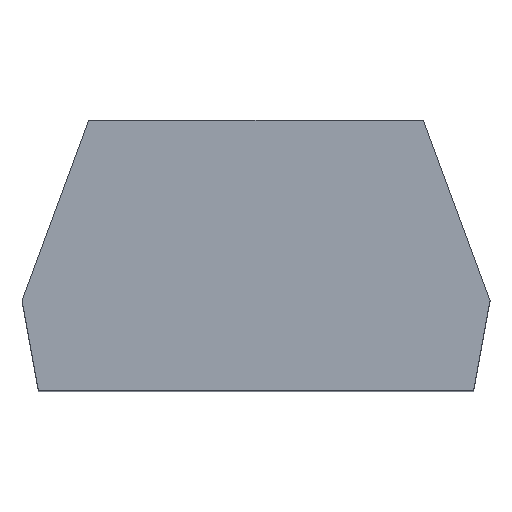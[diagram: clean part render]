
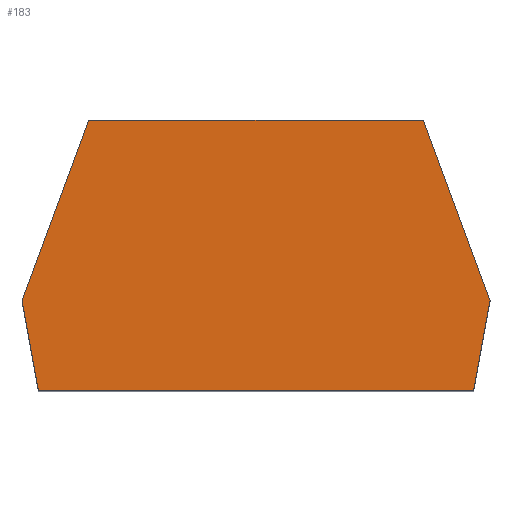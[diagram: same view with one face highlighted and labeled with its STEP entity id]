
A CAD part, top view. The second image highlights one B-rep face of the part: STEP entity #183.
In plain terms, the highlighted planar face has unit normal (0, 0, 1).
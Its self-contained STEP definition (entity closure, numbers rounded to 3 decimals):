
#13=DIRECTION('',(0.,0.,1.));
#24=VERTEX_POINT('',#25);
#25=CARTESIAN_POINT('',(-0.16,1.54,6.2));
#28=ORIENTED_EDGE('',*,*,#29,.T.);
#29=EDGE_CURVE('',#24,#30,#32,.T.);
#30=VERTEX_POINT('',#31);
#31=CARTESIAN_POINT('',(2.7,1.54,6.2));
#32=LINE('',#25,#33);
#33=VECTOR('',#34,1.);
#34=DIRECTION('',(1.,0.,0.));
#53=VERTEX_POINT('',#54);
#54=CARTESIAN_POINT('',(-0.73,0.,6.2));
#56=ORIENTED_EDGE('',*,*,#57,.T.);
#57=EDGE_CURVE('',#53,#24,#58,.T.);
#58=LINE('',#54,#59);
#59=VECTOR('',#60,1.);
#60=DIRECTION('',(0.347,0.938,0.));
#72=ORIENTED_EDGE('',*,*,#73,.T.);
#73=EDGE_CURVE('',#30,#74,#76,.T.);
#74=VERTEX_POINT('',#75);
#75=CARTESIAN_POINT('',(3.27,0.,6.2));
#76=LINE('',#31,#77);
#77=VECTOR('',#78,1.);
#78=DIRECTION('',(0.347,-0.938,0.));
#98=VECTOR('',#99,1.);
#99=DIRECTION('',(-0.179,0.984,0.));
#105=VECTOR('',#106,1.);
#106=DIRECTION('',(-1.,0.,0.));
#110=VECTOR('',#111,1.);
#111=DIRECTION('',(-0.179,-0.984,0.));
#183=ADVANCED_FACE('',(#184),#199,.T.);
#184=FACE_BOUND('',#185,.F.);
#185=EDGE_LOOP('',(#28,#72,#186,#191,#196,#56));
#186=ORIENTED_EDGE('',*,*,#187,.T.);
#187=EDGE_CURVE('',#74,#188,#190,.T.);
#188=VERTEX_POINT('',#189);
#189=CARTESIAN_POINT('',(3.13,-0.77,6.2));
#190=LINE('',#75,#110);
#191=ORIENTED_EDGE('',*,*,#192,.T.);
#192=EDGE_CURVE('',#188,#193,#195,.T.);
#193=VERTEX_POINT('',#194);
#194=CARTESIAN_POINT('',(-0.59,-0.77,6.2));
#195=LINE('',#189,#105);
#196=ORIENTED_EDGE('',*,*,#197,.T.);
#197=EDGE_CURVE('',#193,#53,#198,.T.);
#198=LINE('',#194,#98);
#199=PLANE('',#200);
#200=AXIS2_PLACEMENT_3D('',#25,#13,#34);
